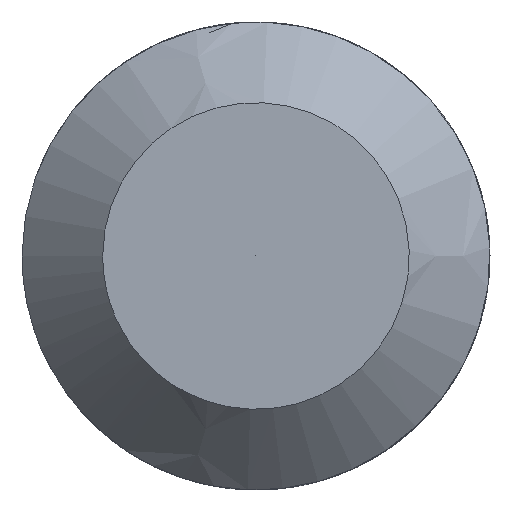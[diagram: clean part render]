
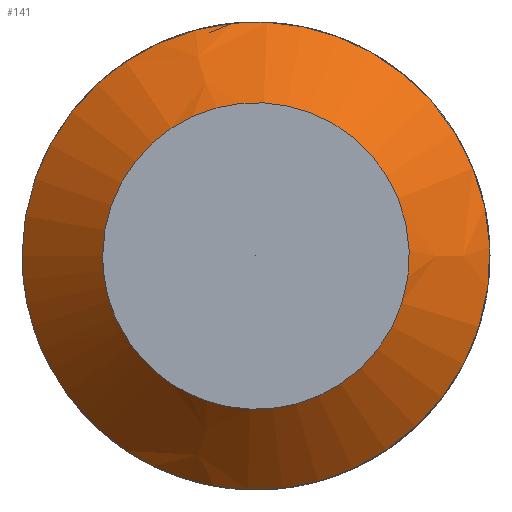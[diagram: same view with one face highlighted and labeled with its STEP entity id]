
A CAD part, left-side view. The second image highlights one B-rep face of the part: STEP entity #141.
In plain terms, the highlighted free-form (B-spline) face has degree [5, 3] with [6, 4] control points.
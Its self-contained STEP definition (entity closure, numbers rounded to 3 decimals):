
#11 = CARTESIAN_POINT ('', (-45.5, 1.45, 0.));
#12 = VERTEX_POINT ('', #11);
#22 = CARTESIAN_POINT ('', (-45.5, 1.45, 0.));
#23 = CARTESIAN_POINT ('', (-45.5, 1.45, 5.8));
#24 = CARTESIAN_POINT ('', (-45.5, -4.35, 2.9));
#25 = CARTESIAN_POINT ('', (-45.5, -4.35, -2.9));
#26 = CARTESIAN_POINT ('', (-45.5, 1.45, -5.8));
#27 = CARTESIAN_POINT ('', (-45.5, 1.45, 0.));
#28 = (
   BOUNDED_CURVE ()
   B_SPLINE_CURVE (5, (#22, #23, #24, #25, #26, #27), .UNSPECIFIED., .T., .U.)
   B_SPLINE_CURVE_WITH_KNOTS ((6, 6), (0., 1.), .UNSPECIFIED.)
   CURVE ()
   GEOMETRIC_REPRESENTATION_ITEM ()
   RATIONAL_B_SPLINE_CURVE ((5., 1., 1., 1., 1., 5.))
   REPRESENTATION_ITEM ('')
);
#29 = EDGE_CURVE ('', #12, #12, #28, .T.);
#71 = CARTESIAN_POINT ('', (-46., 0.95, 0.));
#72 = VERTEX_POINT ('', #71);
#79 = CARTESIAN_POINT ('', (-46., 0.95, 0.));
#80 = CARTESIAN_POINT ('', (-46., 0.95, 3.8));
#81 = CARTESIAN_POINT ('', (-46., -2.85, 1.9));
#82 = CARTESIAN_POINT ('', (-46., -2.85, -1.9));
#83 = CARTESIAN_POINT ('', (-46., 0.95, -3.8));
#84 = CARTESIAN_POINT ('', (-46., 0.95, 0.));
#85 = (
   BOUNDED_CURVE ()
   B_SPLINE_CURVE (5, (#79, #80, #81, #82, #83, #84), .UNSPECIFIED., .T., .U.)
   B_SPLINE_CURVE_WITH_KNOTS ((6, 6), (0., 1.), .UNSPECIFIED.)
   CURVE ()
   GEOMETRIC_REPRESENTATION_ITEM ()
   RATIONAL_B_SPLINE_CURVE ((5., 1., 1., 1., 1., 5.))
   REPRESENTATION_ITEM ('')
);
#86 = EDGE_CURVE ('', #72, #72, #85, .T.);
#104 = CARTESIAN_POINT ('', (-46., 0.95, 0.));
#105 = CARTESIAN_POINT ('', (-45.833, 1.117, 0.));
#106 = CARTESIAN_POINT ('', (-45.667, 1.283, 0.));
#107 = CARTESIAN_POINT ('', (-45.5, 1.45, 0.));
#108 = B_SPLINE_CURVE_WITH_KNOTS ('', 3, (#104, #105, #106, #107), .UNSPECIFIED., .F., .U., (4, 4), (0., 1.), .UNSPECIFIED.);
#109 = EDGE_CURVE ('', #72, #12, #108, .T.);
#110 = ORIENTED_EDGE ('', *, *, #109, .F.);
#111 = ORIENTED_EDGE ('', *, *, #86, .T.);
#112 = ORIENTED_EDGE ('', *, *, #109, .T.);
#113 = ORIENTED_EDGE ('', *, *, #29, .F.);
#114 = EDGE_LOOP ('', (#110, #111, #112, #113));
#115 = FACE_OUTER_BOUND ('', #114, .T.);
#116 = CARTESIAN_POINT ('', (-46., 0.95, 0.));
#117 = CARTESIAN_POINT ('', (-45.833, 1.117, 0.));
#118 = CARTESIAN_POINT ('', (-45.667, 1.283, 0.));
#119 = CARTESIAN_POINT ('', (-45.5, 1.45, 0.));
#120 = CARTESIAN_POINT ('', (-46., 0.95, 3.8));
#121 = CARTESIAN_POINT ('', (-45.833, 1.117, 4.467));
#122 = CARTESIAN_POINT ('', (-45.667, 1.283, 5.133));
#123 = CARTESIAN_POINT ('', (-45.5, 1.45, 5.8));
#124 = CARTESIAN_POINT ('', (-46., -2.85, 1.9));
#125 = CARTESIAN_POINT ('', (-45.833, -3.35, 2.233));
#126 = CARTESIAN_POINT ('', (-45.667, -3.85, 2.567));
#127 = CARTESIAN_POINT ('', (-45.5, -4.35, 2.9));
#128 = CARTESIAN_POINT ('', (-46., -2.85, -1.9));
#129 = CARTESIAN_POINT ('', (-45.833, -3.35, -2.233));
#130 = CARTESIAN_POINT ('', (-45.667, -3.85, -2.567));
#131 = CARTESIAN_POINT ('', (-45.5, -4.35, -2.9));
#132 = CARTESIAN_POINT ('', (-46., 0.95, -3.8));
#133 = CARTESIAN_POINT ('', (-45.833, 1.117, -4.467));
#134 = CARTESIAN_POINT ('', (-45.667, 1.283, -5.133));
#135 = CARTESIAN_POINT ('', (-45.5, 1.45, -5.8));
#136 = CARTESIAN_POINT ('', (-46., 0.95, 0.));
#137 = CARTESIAN_POINT ('', (-45.833, 1.117, 0.));
#138 = CARTESIAN_POINT ('', (-45.667, 1.283, 0.));
#139 = CARTESIAN_POINT ('', (-45.5, 1.45, 0.));
#140 = (
   BOUNDED_SURFACE ()
   B_SPLINE_SURFACE (5, 3, ((#116, #117, #118, #119), (#120, #121, #122, #123), (#124, #125, #126, #127), (#128, #129, #130, #131), (#132, #133, #134, #135), (#136, #137, #138, #139)), .UNSPECIFIED., .T., .F., .U.)
   B_SPLINE_SURFACE_WITH_KNOTS ((6, 6), (4, 4), (0., 1.), (0., 1.), .UNSPECIFIED.)
   SURFACE ()
   GEOMETRIC_REPRESENTATION_ITEM ()
   RATIONAL_B_SPLINE_SURFACE (((5., 5., 5., 5.), (1., 1., 1., 1.), (1., 1., 1., 1.), (1., 1., 1., 1.), (1., 1., 1., 1.), (5., 5., 5., 5.)))
   REPRESENTATION_ITEM ('')
);
#141 = ADVANCED_FACE ('', (#115), #140, .T.);
